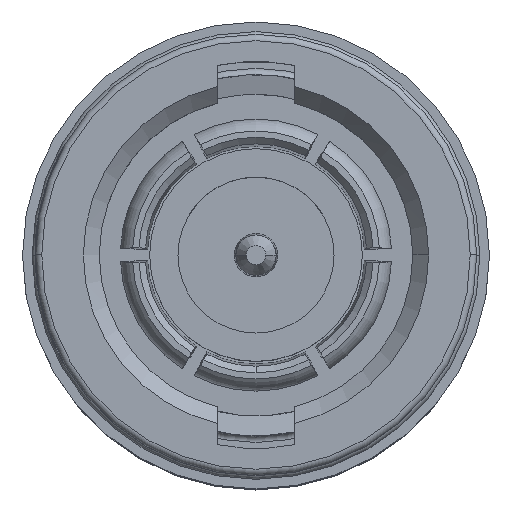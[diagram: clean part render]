
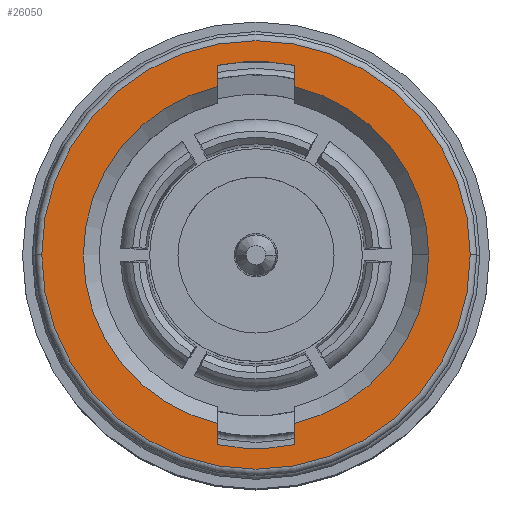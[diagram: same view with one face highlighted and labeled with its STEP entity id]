
A CAD part, top view. The second image highlights one B-rep face of the part: STEP entity #26050.
In plain terms, the highlighted planar face has unit normal (0, 0, 1).
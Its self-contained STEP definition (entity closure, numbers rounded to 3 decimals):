
#63 = VERTEX_POINT ( 'NONE', #43855 ) ;
#1036 = AXIS2_PLACEMENT_3D ( 'NONE', #38758, #54201, #7698 ) ;
#1305 = CARTESIAN_POINT ( 'NONE',  ( 1.2, 5.93, 14.2 ) ) ;
#2230 = DIRECTION ( 'NONE',  ( 1., 0., 0. ) ) ;
#2622 = CARTESIAN_POINT ( 'NONE',  ( 0., 0., 14.2 ) ) ;
#3155 = LINE ( 'NONE', #16056, #48181 ) ;
#3891 = VERTEX_POINT ( 'NONE', #1305 ) ;
#4348 = AXIS2_PLACEMENT_3D ( 'NONE', #2622, #22816, #27958 ) ;
#4593 = ORIENTED_EDGE ( 'NONE', *, *, #24254, .F. ) ;
#5000 = VECTOR ( 'NONE', #33211, 1000. ) ;
#5142 = CARTESIAN_POINT ( 'NONE',  ( -1.2, -5.93, 14.2 ) ) ;
#5200 = EDGE_CURVE ( 'NONE', #38817, #63225, #39628, .T. ) ;
#7116 = EDGE_LOOP ( 'NONE', ( #36245, #19132, #4593, #35570, #50060, #26471, #60365, #42044, #30477 ) ) ;
#7348 = EDGE_CURVE ( 'NONE', #61023, #18312, #3155, .T. ) ;
#7451 = CARTESIAN_POINT ( 'NONE',  ( 6.7, 0., 14.2 ) ) ;
#7698 = DIRECTION ( 'NONE',  ( -1., 0., 0. ) ) ;
#7730 = ORIENTED_EDGE ( 'NONE', *, *, #33940, .T. ) ;
#7881 = EDGE_CURVE ( 'NONE', #63225, #19337, #22368, .T. ) ;
#8376 = EDGE_CURVE ( 'NONE', #19337, #57974, #26682, .T. ) ;
#8767 = DIRECTION ( 'NONE',  ( 0., 1., 0. ) ) ;
#9452 = CARTESIAN_POINT ( 'NONE',  ( 1.2, 4.751, 14.2 ) ) ;
#10678 = DIRECTION ( 'NONE',  ( -1., 0., 0. ) ) ;
#11665 = DIRECTION ( 'NONE',  ( 1., 0., 0. ) ) ;
#14359 = CARTESIAN_POINT ( 'NONE',  ( 5.4, 0., 14.2 ) ) ;
#16056 = CARTESIAN_POINT ( 'NONE',  ( -1.2, 4.751, 14.2 ) ) ;
#16501 = EDGE_CURVE ( 'NONE', #18312, #63, #27529, .T. ) ;
#17489 = CARTESIAN_POINT ( 'NONE',  ( 0., 0., 14.2 ) ) ;
#17511 = VERTEX_POINT ( 'NONE', #20961 ) ;
#17937 = VECTOR ( 'NONE', #8767, 1000. ) ;
#18312 = VERTEX_POINT ( 'NONE', #52613 ) ;
#19132 = ORIENTED_EDGE ( 'NONE', *, *, #63688, .F. ) ;
#19337 = VERTEX_POINT ( 'NONE', #65538 ) ;
#19541 = CARTESIAN_POINT ( 'NONE',  ( 0., 0., 14.2 ) ) ;
#20961 = CARTESIAN_POINT ( 'NONE',  ( 1.2, 5.265, 14.2 ) ) ;
#22368 = LINE ( 'NONE', #46316, #52161 ) ;
#22454 = DIRECTION ( 'NONE',  ( 0., 0., 1. ) ) ;
#22816 = DIRECTION ( 'NONE',  ( 0., 0., 1. ) ) ;
#24254 = EDGE_CURVE ( 'NONE', #57974, #17511, #25957, .T. ) ;
#25214 = LINE ( 'NONE', #9452, #17937 ) ;
#25896 = LINE ( 'NONE', #43565, #5000 ) ;
#25957 = CIRCLE ( 'NONE', #36897, 5.4 ) ;
#26050 = ADVANCED_FACE ( 'NONE', ( #56964, #48283 ), #57101, .F. ) ;
#26056 = DIRECTION ( 'NONE',  ( 0., 1., 0. ) ) ;
#26471 = ORIENTED_EDGE ( 'NONE', *, *, #5200, .F. ) ;
#26682 = CIRCLE ( 'NONE', #27204, 5.4 ) ;
#26713 = CARTESIAN_POINT ( 'NONE',  ( -1.2, 5.93, 14.2 ) ) ;
#27204 = AXIS2_PLACEMENT_3D ( 'NONE', #19541, #45200, #64631 ) ;
#27360 = VERTEX_POINT ( 'NONE', #7451 ) ;
#27529 = CIRCLE ( 'NONE', #48124, 5.4 ) ;
#27778 = ORIENTED_EDGE ( 'NONE', *, *, #33528, .T. ) ;
#27958 = DIRECTION ( 'NONE',  ( -1., 0., 0. ) ) ;
#29374 = AXIS2_PLACEMENT_3D ( 'NONE', #17489, #57923, #11665 ) ;
#30477 = ORIENTED_EDGE ( 'NONE', *, *, #7348, .F. ) ;
#31538 = DIRECTION ( 'NONE',  ( 0., 0., -1. ) ) ;
#33211 = DIRECTION ( 'NONE',  ( 0., -1., 0. ) ) ;
#33528 = EDGE_CURVE ( 'NONE', #27360, #40075, #57189, .T. ) ;
#33940 = EDGE_CURVE ( 'NONE', #40075, #27360, #35527, .T. ) ;
#34238 = CIRCLE ( 'NONE', #1036, 6.05 ) ;
#35527 = CIRCLE ( 'NONE', #58523, 6.7 ) ;
#35570 = ORIENTED_EDGE ( 'NONE', *, *, #8376, .F. ) ;
#35725 = AXIS2_PLACEMENT_3D ( 'NONE', #62262, #31538, #10678 ) ;
#36029 = EDGE_CURVE ( 'NONE', #3891, #61023, #34238, .T. ) ;
#36245 = ORIENTED_EDGE ( 'NONE', *, *, #36029, .F. ) ;
#36707 = DIRECTION ( 'NONE',  ( 0., 0., 1. ) ) ;
#36897 = AXIS2_PLACEMENT_3D ( 'NONE', #37975, #22454, #2230 ) ;
#37186 = EDGE_LOOP ( 'NONE', ( #7730, #27778 ) ) ;
#37975 = CARTESIAN_POINT ( 'NONE',  ( 0., 0., 14.2 ) ) ;
#38758 = CARTESIAN_POINT ( 'NONE',  ( 0., 0., 14.2 ) ) ;
#38817 = VERTEX_POINT ( 'NONE', #5142 ) ;
#39628 = CIRCLE ( 'NONE', #29374, 6.05 ) ;
#40075 = VERTEX_POINT ( 'NONE', #56510 ) ;
#42044 = ORIENTED_EDGE ( 'NONE', *, *, #16501, .F. ) ;
#42757 = CARTESIAN_POINT ( 'NONE',  ( 0., 0., 14.2 ) ) ;
#43565 = CARTESIAN_POINT ( 'NONE',  ( -1.2, -4.751, 14.2 ) ) ;
#43855 = CARTESIAN_POINT ( 'NONE',  ( -1.2, -5.265, 14.2 ) ) ;
#45200 = DIRECTION ( 'NONE',  ( 0., 0., 1. ) ) ;
#46316 = CARTESIAN_POINT ( 'NONE',  ( 1.2, -4.751, 14.2 ) ) ;
#47084 = DIRECTION ( 'NONE',  ( 0., -1., 0. ) ) ;
#47670 = EDGE_CURVE ( 'NONE', #63, #38817, #25896, .T. ) ;
#48124 = AXIS2_PLACEMENT_3D ( 'NONE', #42757, #36707, #62706 ) ;
#48181 = VECTOR ( 'NONE', #47084, 1000. ) ;
#48283 = FACE_BOUND ( 'NONE', #7116, .T. ) ;
#49487 = DIRECTION ( 'NONE',  ( 0., 0., 1. ) ) ;
#50060 = ORIENTED_EDGE ( 'NONE', *, *, #7881, .F. ) ;
#52161 = VECTOR ( 'NONE', #26056, 1000. ) ;
#52401 = CARTESIAN_POINT ( 'NONE',  ( 1.2, -5.93, 14.2 ) ) ;
#52613 = CARTESIAN_POINT ( 'NONE',  ( -1.2, 5.265, 14.2 ) ) ;
#54146 = DIRECTION ( 'NONE',  ( -1., 0., 0. ) ) ;
#54201 = DIRECTION ( 'NONE',  ( 0., 0., 1. ) ) ;
#54598 = CARTESIAN_POINT ( 'NONE',  ( 0., 0., 14.2 ) ) ;
#56510 = CARTESIAN_POINT ( 'NONE',  ( -6.7, 0., 14.2 ) ) ;
#56964 = FACE_OUTER_BOUND ( 'NONE', #37186, .T. ) ;
#57101 = PLANE ( 'NONE',  #35725 ) ;
#57189 = CIRCLE ( 'NONE', #4348, 6.7 ) ;
#57923 = DIRECTION ( 'NONE',  ( 0., 0., 1. ) ) ;
#57974 = VERTEX_POINT ( 'NONE', #14359 ) ;
#58523 = AXIS2_PLACEMENT_3D ( 'NONE', #54598, #49487, #54146 ) ;
#60365 = ORIENTED_EDGE ( 'NONE', *, *, #47670, .F. ) ;
#61023 = VERTEX_POINT ( 'NONE', #26713 ) ;
#62262 = CARTESIAN_POINT ( 'NONE',  ( 0., 0., 14.2 ) ) ;
#62706 = DIRECTION ( 'NONE',  ( 1., 0., 0. ) ) ;
#63225 = VERTEX_POINT ( 'NONE', #52401 ) ;
#63688 = EDGE_CURVE ( 'NONE', #17511, #3891, #25214, .T. ) ;
#64631 = DIRECTION ( 'NONE',  ( 1., 0., 0. ) ) ;
#65538 = CARTESIAN_POINT ( 'NONE',  ( 1.2, -5.265, 14.2 ) ) ;
